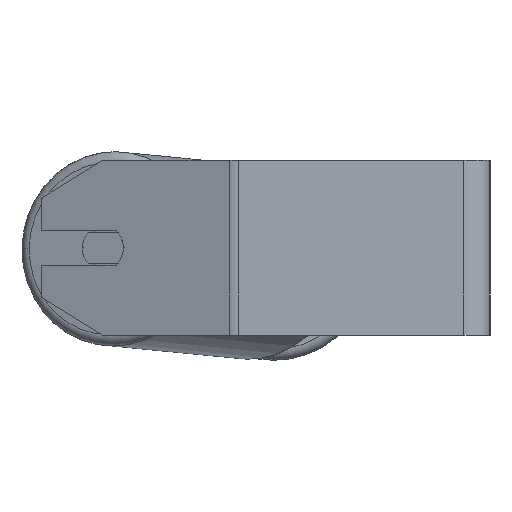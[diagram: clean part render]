
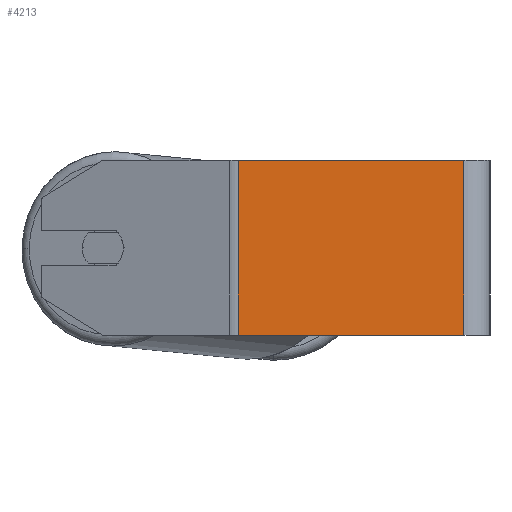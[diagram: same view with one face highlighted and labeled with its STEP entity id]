
A CAD part, left-side view. The second image highlights one B-rep face of the part: STEP entity #4213.
In plain terms, the highlighted planar face has unit normal (-1, 0, 0).
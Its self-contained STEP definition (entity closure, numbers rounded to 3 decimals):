
#379 = EDGE_CURVE ( 'NONE', #7756, #3694, #6151, .T. ) ;
#672 = FACE_OUTER_BOUND ( 'NONE', #952, .T. ) ;
#759 = VECTOR ( 'NONE', #2747, 1000. ) ;
#884 = LINE ( 'NONE', #6937, #759 ) ;
#952 = EDGE_LOOP ( 'NONE', ( #5584, #2698, #1221, #4111 ) ) ;
#1133 = EDGE_CURVE ( 'NONE', #7756, #3549, #1821, .T. ) ;
#1156 = DIRECTION ( 'NONE',  ( 0., 0., -1. ) ) ;
#1221 = ORIENTED_EDGE ( 'NONE', *, *, #1133, .F. ) ;
#1334 = DIRECTION ( 'NONE',  ( 1., 0., 0. ) ) ;
#1821 = LINE ( 'NONE', #2522, #3490 ) ;
#2522 = CARTESIAN_POINT ( 'NONE',  ( -340., 117.369, 40. ) ) ;
#2698 = ORIENTED_EDGE ( 'NONE', *, *, #3945, .F. ) ;
#2747 = DIRECTION ( 'NONE',  ( 0., 0., -1. ) ) ;
#3490 = VECTOR ( 'NONE', #7237, 1000. ) ;
#3514 = CARTESIAN_POINT ( 'NONE',  ( -340., 12., 40. ) ) ;
#3549 = VERTEX_POINT ( 'NONE', #3514 ) ;
#3694 = VERTEX_POINT ( 'NONE', #5154 ) ;
#3742 = EDGE_CURVE ( 'NONE', #3694, #3948, #5107, .T. ) ;
#3945 = EDGE_CURVE ( 'NONE', #3549, #3948, #884, .T. ) ;
#3948 = VERTEX_POINT ( 'NONE', #5589 ) ;
#4006 = CARTESIAN_POINT ( 'NONE',  ( -340., 115.253, 40. ) ) ;
#4111 = ORIENTED_EDGE ( 'NONE', *, *, #379, .T. ) ;
#4213 = ADVANCED_FACE ( 'NONE', ( #672 ), #5370, .F. ) ;
#4422 = VECTOR ( 'NONE', #7917, 1000. ) ;
#5039 = VECTOR ( 'NONE', #8184, 1000. ) ;
#5107 = LINE ( 'NONE', #7818, #4422 ) ;
#5154 = CARTESIAN_POINT ( 'NONE',  ( -340., 115.253, -40. ) ) ;
#5370 = PLANE ( 'NONE',  #5429 ) ;
#5429 = AXIS2_PLACEMENT_3D ( 'NONE', #6703, #1334, #1156 ) ;
#5584 = ORIENTED_EDGE ( 'NONE', *, *, #3742, .T. ) ;
#5589 = CARTESIAN_POINT ( 'NONE',  ( -340., 12., -40. ) ) ;
#6151 = LINE ( 'NONE', #4006, #5039 ) ;
#6703 = CARTESIAN_POINT ( 'NONE',  ( -340., 117.369, 40. ) ) ;
#6900 = CARTESIAN_POINT ( 'NONE',  ( -340., 115.253, 40. ) ) ;
#6937 = CARTESIAN_POINT ( 'NONE',  ( -340., 12., 40. ) ) ;
#7237 = DIRECTION ( 'NONE',  ( 0., -1., 0. ) ) ;
#7756 = VERTEX_POINT ( 'NONE', #6900 ) ;
#7818 = CARTESIAN_POINT ( 'NONE',  ( -340., 117.369, -40. ) ) ;
#7917 = DIRECTION ( 'NONE',  ( 0., -1., 0. ) ) ;
#8184 = DIRECTION ( 'NONE',  ( 0., 0., -1. ) ) ;
